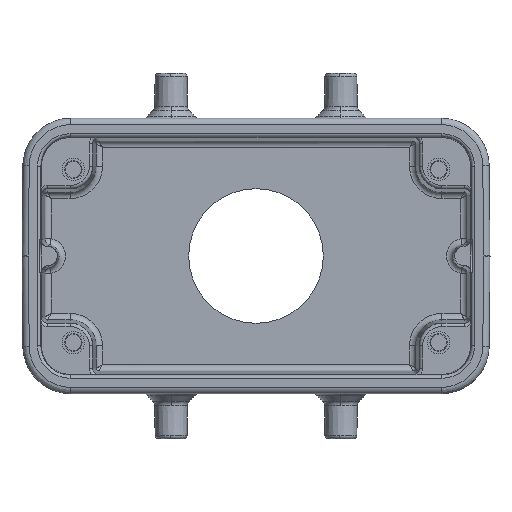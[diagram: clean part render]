
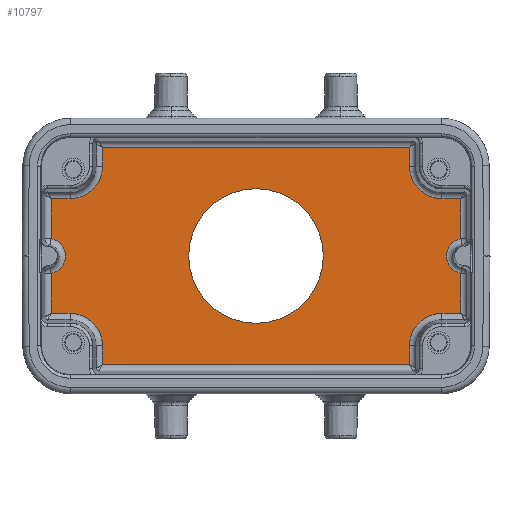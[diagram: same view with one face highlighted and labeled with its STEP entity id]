
A CAD part, front view. The second image highlights one B-rep face of the part: STEP entity #10797.
In plain terms, the highlighted planar face has unit normal (0, -1, 0).
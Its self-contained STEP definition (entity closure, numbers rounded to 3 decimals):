
#1657=CARTESIAN_POINT('',(-31.947,19.35,
-8.947));
#1663=DIRECTION('',(0.,0.,1.));
#1664=VECTOR('',#1663,6.23);
#1665=CARTESIAN_POINT('',(-31.947,19.35,
-8.947));
#1666=LINE('',#1665,#1664);
#1693=DIRECTION('',(-1.,0.,0.));
#1694=VECTOR('',#1693,2.947);
#1695=CARTESIAN_POINT('',(-29.,19.35,-8.947));
#1696=LINE('',#1695,#1694);
#1720=DIRECTION('',(0.,0.,1.));
#1721=VECTOR('',#1720,2.947);
#1722=CARTESIAN_POINT('',(-23.947,19.35,
-16.947));
#1723=LINE('',#1722,#1721);
#1738=CARTESIAN_POINT('',(29.,19.35,-14.));
#1739=DIRECTION('',(0.,1.,0.));
#1740=DIRECTION('',(-1.,0.,0.));
#1741=AXIS2_PLACEMENT_3D('',#1738,#1739,#1740);
#1743=CARTESIAN_POINT('',(-29.,19.35,-14.));
#1744=DIRECTION('',(0.,1.,0.));
#1745=DIRECTION('',(0.,0.,1.));
#1746=AXIS2_PLACEMENT_3D('',#1743,#1744,#1745);
#1748=CARTESIAN_POINT('',(-32.5,19.35,0.));
#1749=DIRECTION('',(0.,1.,0.));
#1750=DIRECTION('',(0.2,0.,0.98));
#1751=AXIS2_PLACEMENT_3D('',#1748,#1749,#1750);
#1753=CARTESIAN_POINT('',(-29.,19.35,14.));
#1754=DIRECTION('',(0.,1.,0.));
#1755=DIRECTION('',(1.,0.,0.));
#1756=AXIS2_PLACEMENT_3D('',#1753,#1754,#1755);
#1758=CARTESIAN_POINT('',(29.,19.35,14.));
#1759=DIRECTION('',(0.,1.,0.));
#1760=DIRECTION('',(0.,0.,-1.));
#1761=AXIS2_PLACEMENT_3D('',#1758,#1759,#1760);
#1763=CARTESIAN_POINT('',(32.5,19.35,0.));
#1764=DIRECTION('',(0.,1.,0.));
#1765=DIRECTION('',(-0.2,0.,-0.98));
#1766=AXIS2_PLACEMENT_3D('',#1763,#1764,#1765);
#1768=CARTESIAN_POINT('',(0.,19.35,0.));
#1769=DIRECTION('',(0.,1.,0.));
#1770=DIRECTION('',(-1.,0.,0.));
#1771=AXIS2_PLACEMENT_3D('',#1768,#1769,#1770);
#1773=CARTESIAN_POINT('',(0.,19.35,0.));
#1774=DIRECTION('',(0.,1.,0.));
#1775=DIRECTION('',(1.,0.,0.));
#1776=AXIS2_PLACEMENT_3D('',#1773,#1774,#1775);
#1787=DIRECTION('',(0.,0.,-1.));
#1788=VECTOR('',#1787,6.23);
#1789=CARTESIAN_POINT('',(31.947,19.35,-2.717));
#1790=LINE('',#1789,#1788);
#1926=DIRECTION('',(0.,0.,-1.));
#1927=VECTOR('',#1926,6.23);
#1928=CARTESIAN_POINT('',(31.947,19.35,8.947));
#1929=LINE('',#1928,#1927);
#1956=DIRECTION('',(1.,0.,0.));
#1957=VECTOR('',#1956,2.947);
#1958=CARTESIAN_POINT('',(29.,19.35,8.947));
#1959=LINE('',#1958,#1957);
#1983=DIRECTION('',(0.,0.,-1.));
#1984=VECTOR('',#1983,2.947);
#1985=CARTESIAN_POINT('',(23.947,19.35,16.947));
#1986=LINE('',#1985,#1984);
#1991=CARTESIAN_POINT('',(23.947,19.35,16.947));
#2022=DIRECTION('',(1.,0.,0.));
#2023=VECTOR('',#2022,47.893);
#2024=CARTESIAN_POINT('',(-23.947,19.35,16.947));
#2025=LINE('',#2024,#2023);
#2034=CARTESIAN_POINT('',(-23.947,19.35,16.947));
#2066=DIRECTION('',(0.,0.,1.));
#2067=VECTOR('',#2066,2.947);
#2068=CARTESIAN_POINT('',(-23.947,19.35,14.));
#2069=LINE('',#2068,#2067);
#2093=DIRECTION('',(1.,0.,0.));
#2094=VECTOR('',#2093,2.947);
#2095=CARTESIAN_POINT('',(-31.947,19.35,8.947));
#2096=LINE('',#2095,#2094);
#2186=CARTESIAN_POINT('',(-31.947,19.35,8.947));
#2195=DIRECTION('',(0.,0.,1.));
#2196=VECTOR('',#2195,6.23);
#2197=CARTESIAN_POINT('',(-31.947,19.35,2.717));
#2198=LINE('',#2197,#2196);
#2789=DIRECTION('',(-1.,0.,0.));
#2790=VECTOR('',#2789,47.893);
#2791=CARTESIAN_POINT('',(23.947,19.35,-16.947));
#2792=LINE('',#2791,#2790);
#2833=DIRECTION('',(0.,0.,-1.));
#2834=VECTOR('',#2833,2.947);
#2835=CARTESIAN_POINT('',(23.947,19.35,-14.));
#2836=LINE('',#2835,#2834);
#2860=DIRECTION('',(-1.,0.,0.));
#2861=VECTOR('',#2860,2.947);
#2862=CARTESIAN_POINT('',(31.947,19.35,-8.947));
#2863=LINE('',#2862,#2861);
#2872=CARTESIAN_POINT('',(31.947,19.35,-8.947));
#6625=VERTEX_POINT('',#2034);
#6636=VERTEX_POINT('',#2872);
#6804=CARTESIAN_POINT('',(23.947,19.35,-14.));
#6805=CARTESIAN_POINT('',(23.947,19.35,-16.947));
#6806=VERTEX_POINT('',#6804);
#6807=VERTEX_POINT('',#6805);
#6963=CARTESIAN_POINT('',(23.947,19.35,14.));
#6965=VERTEX_POINT('',#6963);
#6974=VERTEX_POINT('',#2186);
#7001=CARTESIAN_POINT('',(31.947,19.35,-2.717));
#7003=VERTEX_POINT('',#7001);
#7023=CARTESIAN_POINT('',(31.947,19.35,2.716));
#7024=VERTEX_POINT('',#7023);
#7063=CARTESIAN_POINT('',(-31.947,19.35,-2.717));
#7064=VERTEX_POINT('',#7063);
#7106=CARTESIAN_POINT('',(-29.,19.35,8.947));
#7108=VERTEX_POINT('',#7106);
#7173=CARTESIAN_POINT('',(29.,19.35,8.946));
#7174=VERTEX_POINT('',#7173);
#7330=VERTEX_POINT('',#1991);
#7383=CARTESIAN_POINT('',(-29.,19.35,
-8.946));
#7384=CARTESIAN_POINT('',(-23.946,19.35,
-14.));
#7385=VERTEX_POINT('',#7383);
#7386=VERTEX_POINT('',#7384);
#7501=CARTESIAN_POINT('',(-23.947,19.35,14.));
#7502=VERTEX_POINT('',#7501);
#7532=CARTESIAN_POINT('',(-31.947,19.35,2.717));
#7533=VERTEX_POINT('',#7532);
#7540=VERTEX_POINT('',#1657);
#7551=CARTESIAN_POINT('',(-23.947,19.35,
-16.947));
#7552=VERTEX_POINT('',#7551);
#7619=CARTESIAN_POINT('',(29.,19.35,-8.947));
#7620=VERTEX_POINT('',#7619);
#7641=CARTESIAN_POINT('',(31.947,19.35,8.947));
#7642=VERTEX_POINT('',#7641);
#7736=CARTESIAN_POINT('',(-10.5,19.35,0.));
#7737=CARTESIAN_POINT('',(10.5,19.35,0.));
#7738=VERTEX_POINT('',#7736);
#7739=VERTEX_POINT('',#7737);
#10748=CARTESIAN_POINT('',(0.,19.35,-21.5));
#10749=DIRECTION('',(0.,-1.,0.));
#10750=DIRECTION('',(0.,0.,-1.));
#10751=AXIS2_PLACEMENT_3D('',#10748,#10749,#10750);
#10752=PLANE('',#10751);
#10754=ORIENTED_EDGE('',*,*,#10753,.T.);
#10756=ORIENTED_EDGE('',*,*,#10755,.T.);
#10758=ORIENTED_EDGE('',*,*,#10757,.F.);
#10760=ORIENTED_EDGE('',*,*,#10759,.T.);
#10762=ORIENTED_EDGE('',*,*,#10761,.T.);
#10763=ORIENTED_EDGE('',*,*,#10740,.T.);
#10764=ORIENTED_EDGE('',*,*,#10698,.F.);
#10765=ORIENTED_EDGE('',*,*,#10685,.T.);
#10766=ORIENTED_EDGE('',*,*,#10501,.T.);
#10768=ORIENTED_EDGE('',*,*,#10767,.F.);
#10770=ORIENTED_EDGE('',*,*,#10769,.T.);
#10772=ORIENTED_EDGE('',*,*,#10771,.T.);
#10774=ORIENTED_EDGE('',*,*,#10773,.F.);
#10776=ORIENTED_EDGE('',*,*,#10775,.T.);
#10778=ORIENTED_EDGE('',*,*,#10777,.T.);
#10780=ORIENTED_EDGE('',*,*,#10779,.T.);
#10782=ORIENTED_EDGE('',*,*,#10781,.F.);
#10784=ORIENTED_EDGE('',*,*,#10783,.T.);
#10786=ORIENTED_EDGE('',*,*,#10785,.T.);
#10788=ORIENTED_EDGE('',*,*,#10787,.F.);
#10789=EDGE_LOOP('',(#10754,#10756,#10758,#10760,#10762,#10763,#10764,#10765,
#10766,#10768,#10770,#10772,#10774,#10776,#10778,#10780,#10782,#10784,#10786,
#10788));
#10790=FACE_OUTER_BOUND('',#10789,.F.);
#10792=ORIENTED_EDGE('',*,*,#10791,.F.);
#10794=ORIENTED_EDGE('',*,*,#10793,.F.);
#10795=EDGE_LOOP('',(#10792,#10794));
#10796=FACE_BOUND('',#10795,.F.);
#1742=CIRCLE('',#1741,5.054);
#1747=CIRCLE('',#1746,5.054);
#1752=CIRCLE('',#1751,2.772);
#1757=CIRCLE('',#1756,5.054);
#1762=CIRCLE('',#1761,5.054);
#1767=CIRCLE('',#1766,2.772);
#1772=CIRCLE('',#1771,10.5);
#1777=CIRCLE('',#1776,10.5);
#10501=EDGE_CURVE('',#7540,#7064,#1666,.T.);
#10685=EDGE_CURVE('',#7385,#7540,#1696,.T.);
#10698=EDGE_CURVE('',#7385,#7386,#1747,.T.);
#10740=EDGE_CURVE('',#7552,#7386,#1723,.T.);
#10753=EDGE_CURVE('',#7003,#6636,#1790,.T.);
#10755=EDGE_CURVE('',#6636,#7620,#2863,.T.);
#10757=EDGE_CURVE('',#6806,#7620,#1742,.T.);
#10759=EDGE_CURVE('',#6806,#6807,#2836,.T.);
#10761=EDGE_CURVE('',#6807,#7552,#2792,.T.);
#10767=EDGE_CURVE('',#7533,#7064,#1752,.T.);
#10769=EDGE_CURVE('',#7533,#6974,#2198,.T.);
#10771=EDGE_CURVE('',#6974,#7108,#2096,.T.);
#10773=EDGE_CURVE('',#7502,#7108,#1757,.T.);
#10775=EDGE_CURVE('',#7502,#6625,#2069,.T.);
#10777=EDGE_CURVE('',#6625,#7330,#2025,.T.);
#10779=EDGE_CURVE('',#7330,#6965,#1986,.T.);
#10781=EDGE_CURVE('',#7174,#6965,#1762,.T.);
#10783=EDGE_CURVE('',#7174,#7642,#1959,.T.);
#10785=EDGE_CURVE('',#7642,#7024,#1929,.T.);
#10787=EDGE_CURVE('',#7003,#7024,#1767,.T.);
#10791=EDGE_CURVE('',#7738,#7739,#1772,.T.);
#10793=EDGE_CURVE('',#7739,#7738,#1777,.T.);
#10797=ADVANCED_FACE('',(#10790,#10796),#10752,.T.);
